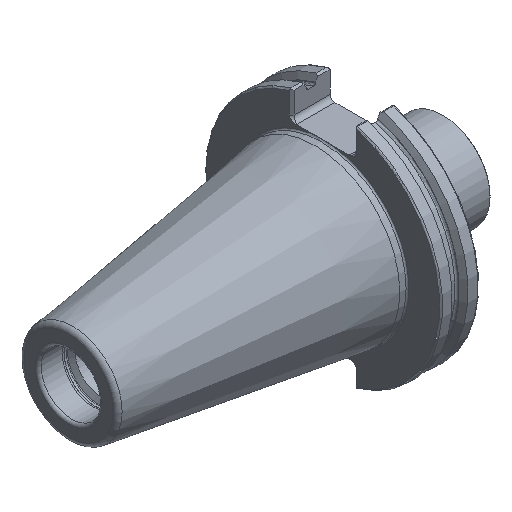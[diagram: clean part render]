
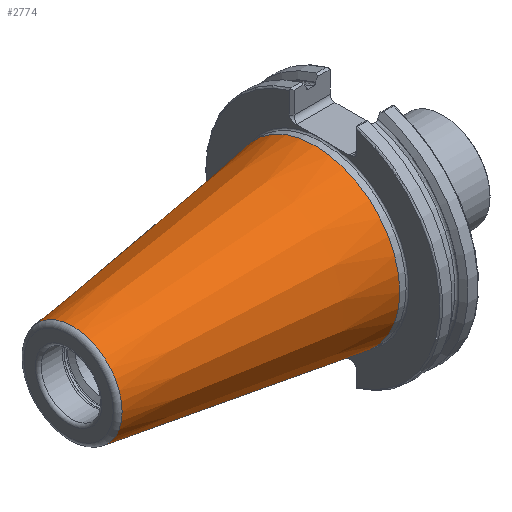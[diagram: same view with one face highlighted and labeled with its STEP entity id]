
A CAD part, isometric view. The second image highlights one B-rep face of the part: STEP entity #2774.
In plain terms, the highlighted conical face has half-angle 8.297 degrees and reference radius 34.925 mm.
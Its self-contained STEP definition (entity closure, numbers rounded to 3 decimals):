
#403 = CARTESIAN_POINT ( 'NONE',  ( -99.889, 0., 0. ) ) ;
#573 = CIRCLE ( 'NONE', #1944, 34.925 ) ;
#723 = VERTEX_POINT ( 'NONE', #4002 ) ;
#794 = CONICAL_SURFACE ( 'NONE', #1513, 34.925, 0.145 ) ;
#914 = DIRECTION ( 'NONE',  ( 1., 0., 0. ) ) ;
#1058 = DIRECTION ( 'NONE',  ( -1., 0., 0. ) ) ;
#1097 = CARTESIAN_POINT ( 'NONE',  ( -99.889, 0., 20.358 ) ) ;
#1262 = DIRECTION ( 'NONE',  ( 0., 0., -1. ) ) ;
#1358 = EDGE_LOOP ( 'NONE', ( #2165 ) ) ;
#1480 = ORIENTED_EDGE ( 'NONE', *, *, #3758, .F. ) ;
#1513 = AXIS2_PLACEMENT_3D ( 'NONE', #2917, #914, #1262 ) ;
#1631 = DIRECTION ( 'NONE',  ( 0., 0., 1. ) ) ;
#1834 = FACE_BOUND ( 'NONE', #2554, .T. ) ;
#1944 = AXIS2_PLACEMENT_3D ( 'NONE', #2970, #4337, #1631 ) ;
#2138 = VERTEX_POINT ( 'NONE', #1097 ) ;
#2165 = ORIENTED_EDGE ( 'NONE', *, *, #3153, .T. ) ;
#2363 = FACE_OUTER_BOUND ( 'NONE', #1358, .T. ) ;
#2554 = EDGE_LOOP ( 'NONE', ( #1480 ) ) ;
#2774 = ADVANCED_FACE ( 'NONE', ( #1834, #2363 ), #794, .T. ) ;
#2917 = CARTESIAN_POINT ( 'NONE',  ( 0., 0., 0. ) ) ;
#2970 = CARTESIAN_POINT ( 'NONE',  ( 0., 0., 0. ) ) ;
#3056 = DIRECTION ( 'NONE',  ( 0., 0., 1. ) ) ;
#3153 = EDGE_CURVE ( 'NONE', #723, #723, #573, .T. ) ;
#3298 = CIRCLE ( 'NONE', #4269, 20.358 ) ;
#3758 = EDGE_CURVE ( 'NONE', #2138, #2138, #3298, .T. ) ;
#4002 = CARTESIAN_POINT ( 'NONE',  ( 0., 0., 34.925 ) ) ;
#4269 = AXIS2_PLACEMENT_3D ( 'NONE', #403, #1058, #3056 ) ;
#4337 = DIRECTION ( 'NONE',  ( -1., 0., 0. ) ) ;
